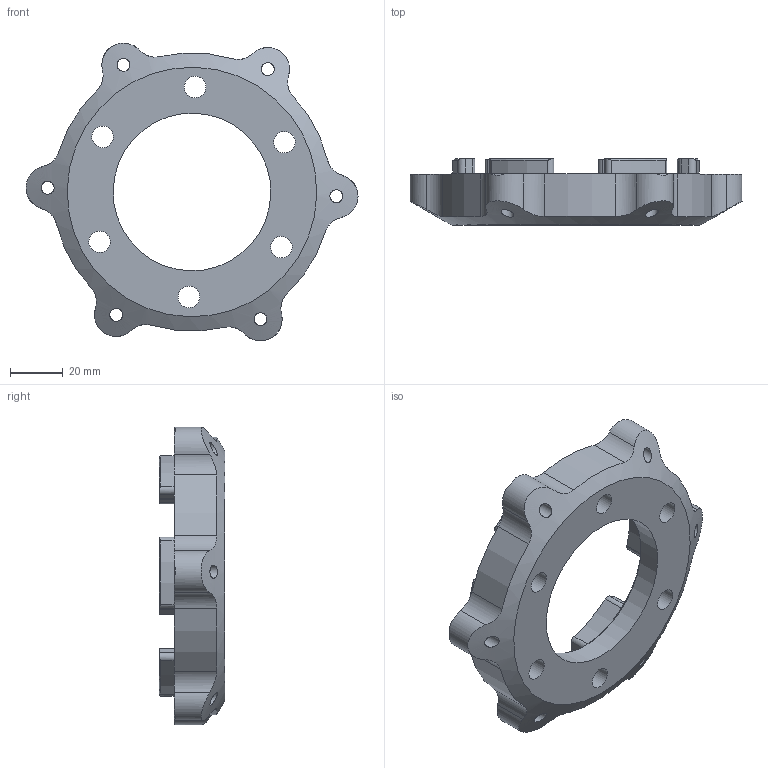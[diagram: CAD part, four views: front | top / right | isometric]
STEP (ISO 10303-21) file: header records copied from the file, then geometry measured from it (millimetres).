
FILE_DESCRIPTION(/* description */ (''),/* implementation_level */ '2;1');
FILE_NAME(/* name */ 'frete v1.step',/* time_stamp */ '2021-04-11T15:25:23+02:00',/* author */ (''),/* organization */ (''),/* preprocessor_version */ 'ST-DEVELOPER v18.1',/* originating_system */ 'Autodesk Translation Framework v10.6.0.1341',/* authorisation */ '');
FILE_SCHEMA (('AUTOMOTIVE_DESIGN { 1 0 10303 214 3 1 1 }'));
Length unit declared in the file: millimetre
Products named in the file (1): frete
Bounding box: 126.45 x 25.12 x 113.33 mm (x, y, z)
Volume: 97772.4 mm3; surface area: 29009.9 mm2
Topology: 1 solids, 1 shells, 114 faces, 341 edges, 229 vertices
Faces by surface type: cylinder 79, plane 21, cone 14
Full cylindrical faces by diameter (mm): 4.917 x6, 8.2 x6, 60.05 x1
Entity records: 4464 total; most frequent: CARTESIAN_POINT 1228, DIRECTION 686, ORIENTED_EDGE 682, EDGE_CURVE 341, AXIS2_PLACEMENT_3D 281, VERTEX_POINT 229, CIRCLE 166, EDGE_LOOP 140
